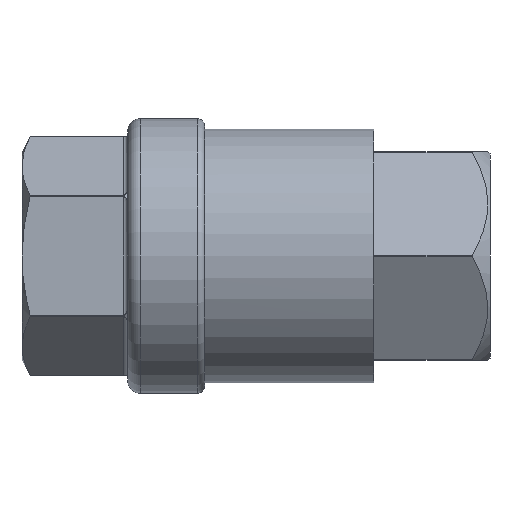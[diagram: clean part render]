
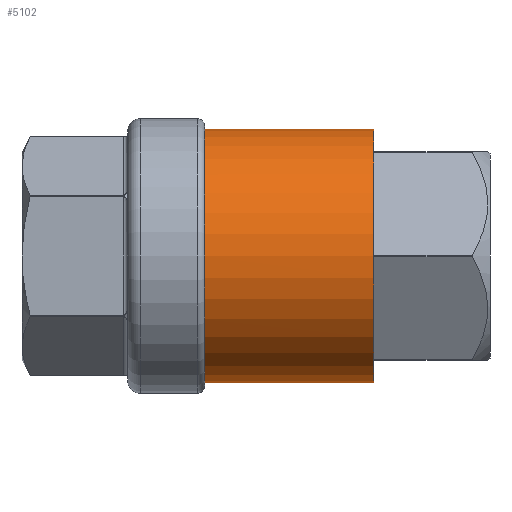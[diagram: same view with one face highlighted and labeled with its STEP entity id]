
A CAD part, front view. The second image highlights one B-rep face of the part: STEP entity #5102.
In plain terms, the highlighted cylindrical face has radius 29.8 mm (diameter 59.6 mm), a full revolution.
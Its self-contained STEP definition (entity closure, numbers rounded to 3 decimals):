
#63=CYLINDRICAL_SURFACE('',#5410,29.8);
#374=B_SPLINE_CURVE_WITH_KNOTS('',3,(#11128,#11129,#11130,#11131,#11132,
#11133,#11134,#11135,#11136,#11137),.UNSPECIFIED.,.F.,.F.,(4,1,1,1,1,1,
1,4),(0.,0.002,0.003,0.005,
0.006,0.008,0.009,0.012),
 .UNSPECIFIED.);
#385=B_SPLINE_CURVE_WITH_KNOTS('',3,(#13742,#13743,#13744,#13745,#13746,
#13747,#13748,#13749,#13750,#13751),.UNSPECIFIED.,.F.,.F.,(4,1,1,1,1,1,
1,4),(0.,0.003,0.005,0.006,0.008,
0.009,0.011,0.012),
 .UNSPECIFIED.);
#386=B_SPLINE_CURVE_WITH_KNOTS('',3,(#13752,#13753,#13754,#13755,#13756,
#13757,#13758,#13759,#13760,#13761,#13762,#13763,#13764,#13765,#13766,#13767,
#13768,#13769,#13770,#13771,#13772),.UNSPECIFIED.,.T.,.F.,(1,1,1,1,1,1,
1,1,1,1,1,1,1,1,1,1,1,1,1,1,1,1,1,1,1),(-0.01,-0.005,
-0.002,0.,0.005,0.01,0.015,
0.02,0.025,0.03,0.035,
0.037,0.04,0.044,0.049,
0.054,0.059,0.064,0.069,
0.074,0.077,0.079,0.084,
0.089,0.094),.UNSPECIFIED.);
#615=CIRCLE('',#5350,29.8);
#618=CIRCLE('',#5357,29.8);
#635=CIRCLE('',#5387,29.8);
#636=CIRCLE('',#5392,29.8);
#1170=ORIENTED_EDGE('',*,*,#2565,.F.);
#1171=ORIENTED_EDGE('',*,*,#2572,.T.);
#1172=ORIENTED_EDGE('',*,*,#2634,.F.);
#1173=ORIENTED_EDGE('',*,*,#2527,.F.);
#1174=ORIENTED_EDGE('',*,*,#2514,.F.);
#1175=ORIENTED_EDGE('',*,*,#2517,.F.);
#1176=ORIENTED_EDGE('',*,*,#2635,.F.);
#2514=EDGE_CURVE('',#3320,#3322,#615,.T.);
#2517=EDGE_CURVE('',#3324,#3320,#374,.T.);
#2527=EDGE_CURVE('',#3322,#3332,#618,.T.);
#2565=EDGE_CURVE('',#3360,#3360,#635,.T.);
#2572=EDGE_CURVE('',#3324,#3362,#636,.T.);
#2634=EDGE_CURVE('',#3332,#3362,#385,.T.);
#2635=EDGE_CURVE('',#3414,#3414,#386,.T.);
#3320=VERTEX_POINT('',#11119);
#3322=VERTEX_POINT('',#11122);
#3324=VERTEX_POINT('',#11127);
#3332=VERTEX_POINT('',#11157);
#3360=VERTEX_POINT('',#11268);
#3362=VERTEX_POINT('',#11295);
#3414=VERTEX_POINT('',#13773);
#4426=EDGE_LOOP('',(#1170));
#4427=EDGE_LOOP('',(#1171,#1172,#1173,#1174,#1175));
#4428=EDGE_LOOP('',(#1176));
#4713=FACE_BOUND('',#4426,.T.);
#4714=FACE_BOUND('',#4427,.T.);
#4715=FACE_BOUND('',#4428,.T.);
#5102=ADVANCED_FACE('',(#4713,#4714,#4715),#63,.T.);
#5350=AXIS2_PLACEMENT_3D('',#11121,#5779,#5780);
#5357=AXIS2_PLACEMENT_3D('',#11156,#5801,#5802);
#5387=AXIS2_PLACEMENT_3D('',#11267,#5878,#5879);
#5392=AXIS2_PLACEMENT_3D('',#11296,#5891,#5892);
#5410=AXIS2_PLACEMENT_3D('',#13741,#5931,#5932);
#5779=DIRECTION('',(1.,0.,0.));
#5780=DIRECTION('',(0.,0.,1.));
#5801=DIRECTION('',(1.,0.,0.));
#5802=DIRECTION('',(0.,0.,1.));
#5878=DIRECTION('',(-1.,0.,0.));
#5879=DIRECTION('',(0.,0.,1.));
#5891=DIRECTION('',(-1.,0.,0.));
#5892=DIRECTION('',(0.,0.,1.));
#5931=DIRECTION('',(-1.,0.,0.));
#5932=DIRECTION('',(0.,0.,1.));
#11119=CARTESIAN_POINT('',(18.5,23.283,-18.6));
#11121=CARTESIAN_POINT('',(18.5,0.,0.));
#11122=CARTESIAN_POINT('',(18.5,29.8,0.));
#11127=CARTESIAN_POINT('',(26.1,19.104,-22.871));
#11128=CARTESIAN_POINT('',(26.1,19.104,-22.871));
#11129=CARTESIAN_POINT('',(25.721,18.828,-23.102));
#11130=CARTESIAN_POINT('',(24.866,18.344,-23.487));
#11131=CARTESIAN_POINT('',(23.296,18.09,-23.681));
#11132=CARTESIAN_POINT('',(21.771,18.5,-23.366));
#11133=CARTESIAN_POINT('',(20.574,19.294,-22.721));
#11134=CARTESIAN_POINT('',(19.663,20.247,-21.88));
#11135=CARTESIAN_POINT('',(18.79,21.602,-20.568));
#11136=CARTESIAN_POINT('',(18.5,22.631,-19.415));
#11137=CARTESIAN_POINT('',(18.5,23.283,-18.6));
#11156=CARTESIAN_POINT('',(18.5,0.,0.));
#11157=CARTESIAN_POINT('',(18.5,23.283,18.6));
#11267=CARTESIAN_POINT('',(-13.7,0.,0.));
#11268=CARTESIAN_POINT('',(-13.7,0.,29.8));
#11295=CARTESIAN_POINT('',(26.1,19.104,22.871));
#11296=CARTESIAN_POINT('',(26.1,0.,0.));
#13741=CARTESIAN_POINT('',(-29.7,0.,0.));
#13742=CARTESIAN_POINT('',(18.5,23.283,18.6));
#13743=CARTESIAN_POINT('',(18.5,22.631,19.416));
#13744=CARTESIAN_POINT('',(18.793,21.598,20.572));
#13745=CARTESIAN_POINT('',(19.658,20.254,21.873));
#13746=CARTESIAN_POINT('',(20.571,19.296,22.719));
#13747=CARTESIAN_POINT('',(21.768,18.502,23.365));
#13748=CARTESIAN_POINT('',(23.289,18.09,23.681));
#13749=CARTESIAN_POINT('',(24.865,18.343,23.488));
#13750=CARTESIAN_POINT('',(25.72,18.827,23.102));
#13751=CARTESIAN_POINT('',(26.1,19.104,22.871));
#13752=CARTESIAN_POINT('',(-2.508,27.131,12.33));
#13753=CARTESIAN_POINT('',(0.843,26.971,12.669));
#13754=CARTESIAN_POINT('',(4.956,27.377,11.826));
#13755=CARTESIAN_POINT('',(9.058,28.466,9.066));
#13756=CARTESIAN_POINT('',(11.821,29.507,4.97));
#13757=CARTESIAN_POINT('',(12.836,29.945,0.024));
#13758=CARTESIAN_POINT('',(11.834,29.512,-4.95));
#13759=CARTESIAN_POINT('',(9.064,28.467,-9.061));
#13760=CARTESIAN_POINT('',(5.646,27.563,-11.36));
#13761=CARTESIAN_POINT('',(2.513,27.132,-12.329));
#13762=CARTESIAN_POINT('',(-0.836,26.971,-12.67));
#13763=CARTESIAN_POINT('',(-4.952,27.376,-11.828));
#13764=CARTESIAN_POINT('',(-9.055,28.465,-9.068));
#13765=CARTESIAN_POINT('',(-11.821,29.506,-4.972));
#13766=CARTESIAN_POINT('',(-12.836,29.945,-0.024));
#13767=CARTESIAN_POINT('',(-11.833,29.512,4.951));
#13768=CARTESIAN_POINT('',(-9.062,28.466,9.064));
#13769=CARTESIAN_POINT('',(-5.642,27.562,11.362));
#13770=CARTESIAN_POINT('',(-2.508,27.131,12.33));
#13771=CARTESIAN_POINT('',(0.843,26.971,12.669));
#13772=CARTESIAN_POINT('',(4.956,27.377,11.826));
#13773=CARTESIAN_POINT('',(0.,27.052,12.5));
